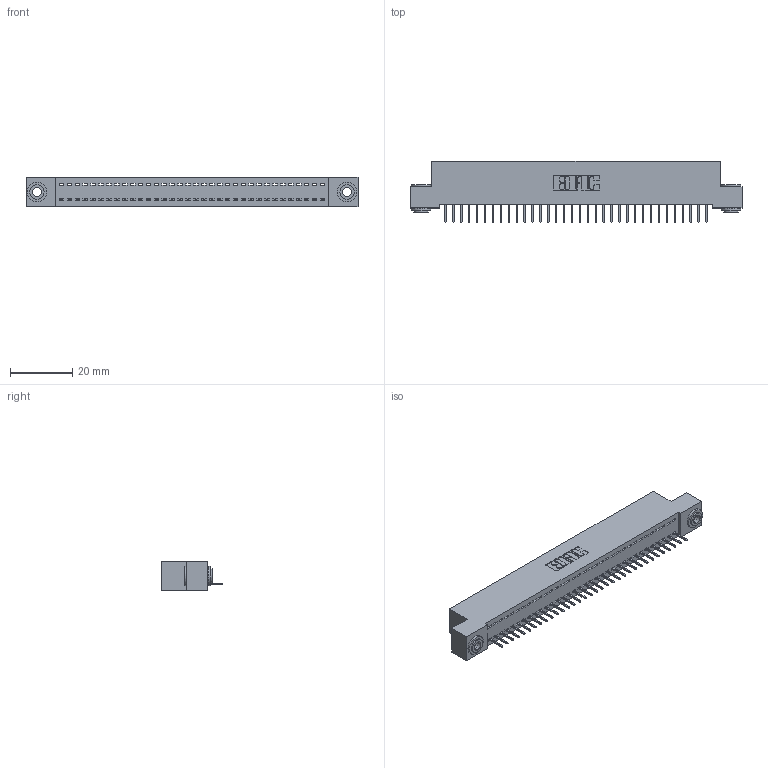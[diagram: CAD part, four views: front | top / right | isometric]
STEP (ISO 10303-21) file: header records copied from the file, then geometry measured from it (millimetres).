
FILE_DESCRIPTION (( 'STEP AP203' ), '1' );
FILE_NAME ('342-034-524-103.STEP', '2018-08-11T18:24:46', ( '' ), ( '' ), 'SwSTEP 2.0', 'SolidWorks 2016', '' );
FILE_SCHEMA (( 'CONFIG_CONTROL_DESIGN' ));
Length unit declared in the file: inch
Products named in the file (4): 345-292-001_345-293-124; 342-250-002_345-250-002-102; 342-034-524-103; 342 Part_.156 TH
Assembly tree (37 placements, depth 2):
  342-034-524-103
    342 Part_.156 TH
    345-292-001_345-293-124  x34
    342-250-002_345-250-002-102  x2
Bounding box: 106.68 x 19.69 x 9.4 mm (x, y, z)
Volume: 9212.7 mm3; surface area: 13188.1 mm2
Topology: 37 solids, 37 shells, 2256 faces, 6495 edges, 4190 vertices
Faces by surface type: plane 1708, cylinder 540, cone 8
Entity records: 22412 total; most frequent: CARTESIAN_POINT 3843, ORIENTED_EDGE 3806, DIRECTION 3293, EDGE_CURVE 1903, VECTOR 1755, LINE 1755, VERTEX_POINT 1262, AXIS2_PLACEMENT_3D 769
